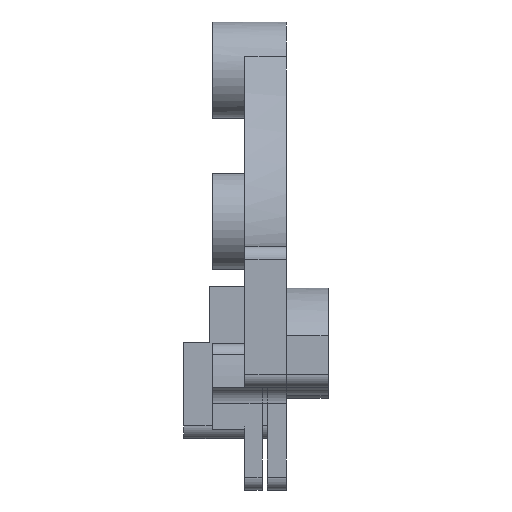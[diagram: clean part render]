
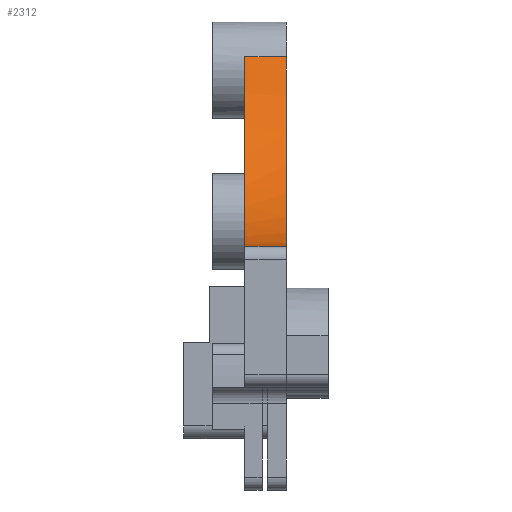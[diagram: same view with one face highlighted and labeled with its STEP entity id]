
A CAD part, left-side view. The second image highlights one B-rep face of the part: STEP entity #2312.
In plain terms, the highlighted cylindrical face has radius 40.797 mm (diameter 81.594 mm), a partial arc.
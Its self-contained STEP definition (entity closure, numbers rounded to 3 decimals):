
#160=FACE_OUTER_BOUND('',#281,.T.);
#281=EDGE_LOOP('',(#1995,#1996,#1997,#1998,#1999));
#397=LINE('',#3577,#620);
#500=LINE('',#3928,#723);
#620=VECTOR('',#2836,10.);
#723=VECTOR('',#3197,10.);
#769=CIRCLE('',#2371,40.797);
#854=CIRCLE('',#2494,40.797);
#869=CIRCLE('',#2517,40.797);
#902=VERTEX_POINT('',#3353);
#903=VERTEX_POINT('',#3355);
#988=VERTEX_POINT('',#3576);
#1075=VERTEX_POINT('',#3779);
#1089=VERTEX_POINT('',#3825);
#1135=EDGE_CURVE('',#902,#903,#769,.T.);
#1246=EDGE_CURVE('',#988,#903,#397,.T.);
#1349=EDGE_CURVE('',#988,#1075,#854,.T.);
#1373=EDGE_CURVE('',#1075,#1089,#869,.T.);
#1423=EDGE_CURVE('',#1089,#902,#500,.T.);
#1995=ORIENTED_EDGE('',*,*,#1135,.F.);
#1996=ORIENTED_EDGE('',*,*,#1423,.F.);
#1997=ORIENTED_EDGE('',*,*,#1373,.F.);
#1998=ORIENTED_EDGE('',*,*,#1349,.F.);
#1999=ORIENTED_EDGE('',*,*,#1246,.T.);
#2208=CYLINDRICAL_SURFACE('',#2564,40.797);
#2312=ADVANCED_FACE('',(#160),#2208,.F.);
#2371=AXIS2_PLACEMENT_3D('',#3356,#2635,#2636);
#2494=AXIS2_PLACEMENT_3D('',#3780,#3010,#3011);
#2517=AXIS2_PLACEMENT_3D('',#3826,#3065,#3066);
#2564=AXIS2_PLACEMENT_3D('',#3927,#3195,#3196);
#2635=DIRECTION('center_axis',(0.,1.,0.));
#2636=DIRECTION('ref_axis',(0.,0.,
-1.));
#2836=DIRECTION('',(0.,-1.,0.));
#3010=DIRECTION('center_axis',(0.,-1.,0.));
#3011=DIRECTION('ref_axis',(0.,0.,
-1.));
#3065=DIRECTION('center_axis',(0.,-1.,0.));
#3066=DIRECTION('ref_axis',(0.,0.,
-1.));
#3195=DIRECTION('center_axis',(0.,1.,0.));
#3196=DIRECTION('ref_axis',(0.,0.,
-1.));
#3197=DIRECTION('',(0.,-1.,0.));
#3353=CARTESIAN_POINT('',(-7.21,-6.5,52.065));
#3355=CARTESIAN_POINT('',(-46.431,-6.5,22.5));
#3356=CARTESIAN_POINT('Origin',(-46.431,-6.5,63.297));
#3576=CARTESIAN_POINT('',(-46.431,0.,22.5));
#3577=CARTESIAN_POINT('',(-46.431,0.,22.5));
#3779=CARTESIAN_POINT('',(-20.092,0.,32.141));
#3780=CARTESIAN_POINT('Origin',(-46.431,0.,
63.297));
#3825=CARTESIAN_POINT('',(-7.21,0.,52.065));
#3826=CARTESIAN_POINT('Origin',(-46.431,0.,
63.297));
#3927=CARTESIAN_POINT('Origin',(-46.431,0.,
63.297));
#3928=CARTESIAN_POINT('',(-7.21,0.,52.065));
